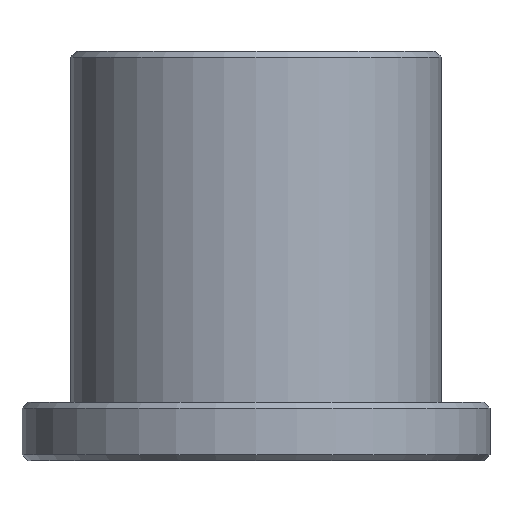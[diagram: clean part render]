
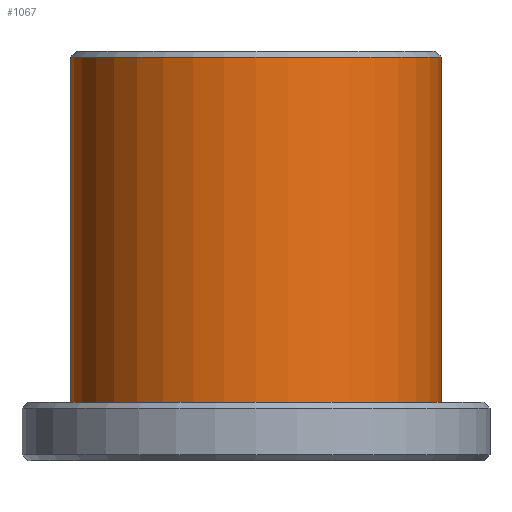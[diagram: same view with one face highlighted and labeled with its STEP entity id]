
A CAD part, front view. The second image highlights one B-rep face of the part: STEP entity #1067.
In plain terms, the highlighted cylindrical face has radius 9.5 mm (diameter 19 mm), a partial arc.
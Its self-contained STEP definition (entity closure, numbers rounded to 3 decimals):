
#52 = CARTESIAN_POINT ( 'NONE',  ( 9.5, 0., 21. ) ) ;
#83 = EDGE_CURVE ( 'NONE', #1231, #1218, #852, .T. ) ;
#142 = VECTOR ( 'NONE', #1238, 1000. ) ;
#186 = ORIENTED_EDGE ( 'NONE', *, *, #223, .T. ) ;
#223 = EDGE_CURVE ( 'NONE', #443, #1218, #417, .T. ) ;
#249 = CARTESIAN_POINT ( 'NONE',  ( 9.5, 0., 3. ) ) ;
#307 = CARTESIAN_POINT ( 'NONE',  ( 0., 0., 21. ) ) ;
#345 = CARTESIAN_POINT ( 'NONE',  ( -9.5, 0., 20.7 ) ) ;
#372 = ORIENTED_EDGE ( 'NONE', *, *, #83, .F. ) ;
#417 = LINE ( 'NONE', #1232, #142 ) ;
#443 = VERTEX_POINT ( 'NONE', #345 ) ;
#470 = DIRECTION ( 'NONE',  ( 0., 0., -1. ) ) ;
#496 = AXIS2_PLACEMENT_3D ( 'NONE', #307, #1200, #981 ) ;
#512 = DIRECTION ( 'NONE',  ( 0., 0., -1. ) ) ;
#573 = CARTESIAN_POINT ( 'NONE',  ( -9.5, 0., 3. ) ) ;
#665 = LINE ( 'NONE', #52, #1017 ) ;
#738 = AXIS2_PLACEMENT_3D ( 'NONE', #1027, #470, #1216 ) ;
#852 = CIRCLE ( 'NONE', #738, 9.5 ) ;
#864 = AXIS2_PLACEMENT_3D ( 'NONE', #1187, #512, #1288 ) ;
#867 = CYLINDRICAL_SURFACE ( 'NONE', #496, 9.5 ) ;
#953 = VERTEX_POINT ( 'NONE', #1384 ) ;
#978 = EDGE_CURVE ( 'NONE', #953, #1231, #665, .T. ) ;
#981 = DIRECTION ( 'NONE',  ( -1., 0., 0. ) ) ;
#1017 = VECTOR ( 'NONE', #1075, 1000. ) ;
#1027 = CARTESIAN_POINT ( 'NONE',  ( 0., 0., 3. ) ) ;
#1067 = ADVANCED_FACE ( 'NONE', ( #1205 ), #867, .T. ) ;
#1075 = DIRECTION ( 'NONE',  ( 0., 0., -1. ) ) ;
#1092 = CIRCLE ( 'NONE', #864, 9.5 ) ;
#1187 = CARTESIAN_POINT ( 'NONE',  ( 0., 0., 20.7 ) ) ;
#1200 = DIRECTION ( 'NONE',  ( 0., 0., -1. ) ) ;
#1205 = FACE_OUTER_BOUND ( 'NONE', #1312, .T. ) ;
#1216 = DIRECTION ( 'NONE',  ( -1., 0., 0. ) ) ;
#1218 = VERTEX_POINT ( 'NONE', #573 ) ;
#1231 = VERTEX_POINT ( 'NONE', #249 ) ;
#1232 = CARTESIAN_POINT ( 'NONE',  ( -9.5, 0., 21. ) ) ;
#1238 = DIRECTION ( 'NONE',  ( 0., 0., -1. ) ) ;
#1288 = DIRECTION ( 'NONE',  ( 1., 0., 0. ) ) ;
#1312 = EDGE_LOOP ( 'NONE', ( #1435, #1313, #186, #372 ) ) ;
#1313 = ORIENTED_EDGE ( 'NONE', *, *, #1417, .T. ) ;
#1384 = CARTESIAN_POINT ( 'NONE',  ( 9.5, 0., 20.7 ) ) ;
#1417 = EDGE_CURVE ( 'NONE', #953, #443, #1092, .T. ) ;
#1435 = ORIENTED_EDGE ( 'NONE', *, *, #978, .F. ) ;
